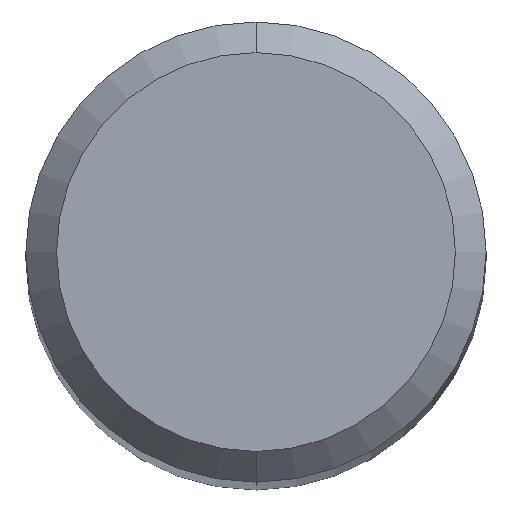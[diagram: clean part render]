
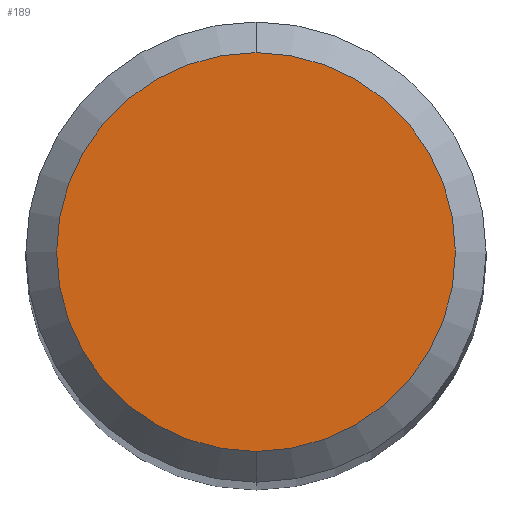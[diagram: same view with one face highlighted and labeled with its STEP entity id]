
A CAD part, top view. The second image highlights one B-rep face of the part: STEP entity #189.
In plain terms, the highlighted planar face has unit normal (0, 0, 1).
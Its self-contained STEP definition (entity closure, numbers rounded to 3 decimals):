
#173=VERTEX_POINT('',#408);
#189=ADVANCED_FACE('',(#427),#428,.T.);
#213=VERTEX_POINT('',#457);
#323=EDGE_CURVE('',#213,#173,#581,.T.);
#329=EDGE_CURVE('',#173,#213,#587,.T.);
#408=CARTESIAN_POINT('',(0.,-1.95,0.0));
#427=FACE_OUTER_BOUND('',#695,.T.);
#428=PLANE('',#696);
#457=CARTESIAN_POINT('',(0.0,1.95,0.0));
#581=CIRCLE('',#893,1.95);
#587=CIRCLE('',#903,1.95);
#695=EDGE_LOOP('',(#1014,#1015));
#696=AXIS2_PLACEMENT_3D('',#1016,#1017,#1018);
#893=AXIS2_PLACEMENT_3D('',#1220,#1221,#1222);
#903=AXIS2_PLACEMENT_3D('',#1227,#1228,#1229);
#1014=ORIENTED_EDGE('',*,*,#323,.F.);
#1015=ORIENTED_EDGE('',*,*,#329,.F.);
#1016=CARTESIAN_POINT('',(0.0,0.975,0.0));
#1017=DIRECTION('',(-0.0,0.0,1.0));
#1018=DIRECTION('',(0.0,-1.0,0.0));
#1220=CARTESIAN_POINT('',(0.0,0.0,0.0));
#1221=DIRECTION('',(0.0,0.0,-1.0));
#1222=DIRECTION('',(0.0,1.0,0.0));
#1227=CARTESIAN_POINT('',(0.0,0.0,0.0));
#1228=DIRECTION('',(0.0,0.0,-1.0));
#1229=DIRECTION('',(0.0,1.0,0.0));
